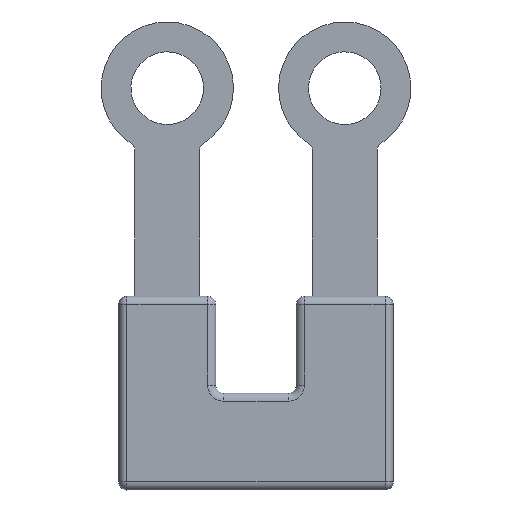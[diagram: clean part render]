
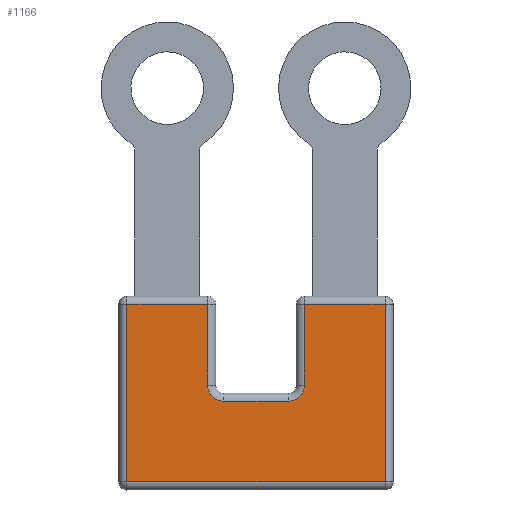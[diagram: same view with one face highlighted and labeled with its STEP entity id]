
A CAD part, front view. The second image highlights one B-rep face of the part: STEP entity #1166.
In plain terms, the highlighted planar face has unit normal (0, -1, 0).
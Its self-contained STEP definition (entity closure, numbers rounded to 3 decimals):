
#834=AXIS2_PLACEMENT_3D('Circle Axis2P3D',#832,#833,$) ;
#951=AXIS2_PLACEMENT_3D('Circle Axis2P3D',#949,#950,$) ;
#1147=AXIS2_PLACEMENT_3D('Plane Axis2P3D',#1144,#1145,#1146) ;
#173=CARTESIAN_POINT('Vertex',(17.6,0.,11.5)) ;
#251=CARTESIAN_POINT('Vertex',(17.6,0.,0.5)) ;
#254=CARTESIAN_POINT('Line Origine',(17.6,0.,0.5)) ;
#393=CARTESIAN_POINT('Vertex',(1.6,0.,0.5)) ;
#396=CARTESIAN_POINT('Line Origine',(17.6,0.,0.5)) ;
#543=CARTESIAN_POINT('Vertex',(1.6,0.,11.5)) ;
#546=CARTESIAN_POINT('Line Origine',(1.6,0.,0.5)) ;
#601=CARTESIAN_POINT('Vertex',(6.6,0.,11.5)) ;
#609=CARTESIAN_POINT('Line Origine',(6.1,0.,11.5)) ;
#808=CARTESIAN_POINT('Line Origine',(6.6,0.,11.5)) ;
#812=CARTESIAN_POINT('Vertex',(6.6,0.,6.5)) ;
#832=CARTESIAN_POINT('Axis2P3D Location',(7.6,0.,6.5)) ;
#836=CARTESIAN_POINT('Vertex',(7.6,0.,5.5)) ;
#946=CARTESIAN_POINT('Vertex',(11.6,0.,5.5)) ;
#949=CARTESIAN_POINT('Axis2P3D Location',(11.6,0.,6.5)) ;
#953=CARTESIAN_POINT('Vertex',(12.6,0.,6.5)) ;
#1046=CARTESIAN_POINT('Vertex',(12.6,0.,11.5)) ;
#1087=CARTESIAN_POINT('Line Origine',(12.6,0.,6.5)) ;
#1121=CARTESIAN_POINT('Line Origine',(7.6,0.,5.5)) ;
#1144=CARTESIAN_POINT('Axis2P3D Location',(1.6,0.,11.5)) ;
#1149=CARTESIAN_POINT('Line Origine',(15.1,0.,11.5)) ;
#255=DIRECTION('Vector Direction',(0.,0.,1.)) ;
#397=DIRECTION('Vector Direction',(1.,0.,0.)) ;
#547=DIRECTION('Vector Direction',(0.,0.,-1.)) ;
#610=DIRECTION('Vector Direction',(-1.,0.,0.)) ;
#809=DIRECTION('Vector Direction',(0.,0.,1.)) ;
#833=DIRECTION('Axis2P3D Direction',(0.,1.,0.)) ;
#950=DIRECTION('Axis2P3D Direction',(0.,1.,0.)) ;
#1088=DIRECTION('Vector Direction',(0.,0.,-1.)) ;
#1122=DIRECTION('Vector Direction',(-1.,0.,0.)) ;
#1145=DIRECTION('Axis2P3D Direction',(0.,1.,0.)) ;
#1146=DIRECTION('Axis2P3D XDirection',(0.,0.,1.)) ;
#1150=DIRECTION('Vector Direction',(1.,0.,0.)) ;
#256=VECTOR('Line Direction',#255,1.) ;
#398=VECTOR('Line Direction',#397,1.) ;
#548=VECTOR('Line Direction',#547,1.) ;
#611=VECTOR('Line Direction',#610,1.) ;
#810=VECTOR('Line Direction',#809,1.) ;
#1089=VECTOR('Line Direction',#1088,1.) ;
#1123=VECTOR('Line Direction',#1122,1.) ;
#1151=VECTOR('Line Direction',#1150,1.) ;
#1155=ORIENTED_EDGE('',*,*,#258,.T.) ;
#1156=ORIENTED_EDGE('',*,*,#1153,.T.) ;
#1157=ORIENTED_EDGE('',*,*,#1091,.T.) ;
#1158=ORIENTED_EDGE('',*,*,#955,.T.) ;
#1159=ORIENTED_EDGE('',*,*,#1125,.T.) ;
#1160=ORIENTED_EDGE('',*,*,#838,.T.) ;
#1161=ORIENTED_EDGE('',*,*,#814,.T.) ;
#1162=ORIENTED_EDGE('',*,*,#613,.T.) ;
#1163=ORIENTED_EDGE('',*,*,#550,.T.) ;
#1164=ORIENTED_EDGE('',*,*,#400,.T.) ;
#1166=ADVANCED_FACE('STH4_2 way insulation-plastic',(#1165),#1148,.F.) ;
#835=CIRCLE('generated circle',#834,1.) ;
#952=CIRCLE('generated circle',#951,1.) ;
#258=EDGE_CURVE('',#252,#174,#257,.T.) ;
#400=EDGE_CURVE('',#394,#252,#399,.T.) ;
#550=EDGE_CURVE('',#544,#394,#549,.T.) ;
#613=EDGE_CURVE('',#602,#544,#612,.T.) ;
#814=EDGE_CURVE('',#813,#602,#811,.T.) ;
#838=EDGE_CURVE('',#837,#813,#835,.T.) ;
#955=EDGE_CURVE('',#954,#947,#952,.T.) ;
#1091=EDGE_CURVE('',#1047,#954,#1090,.T.) ;
#1125=EDGE_CURVE('',#947,#837,#1124,.T.) ;
#1153=EDGE_CURVE('',#174,#1047,#1152,.F.) ;
#1154=EDGE_LOOP('',(#1155,#1156,#1157,#1158,#1159,#1160,#1161,#1162,#1163,#1164)) ;
#1165=FACE_OUTER_BOUND('',#1154,.T.) ;
#257=LINE('Line',#254,#256) ;
#399=LINE('Line',#396,#398) ;
#549=LINE('Line',#546,#548) ;
#612=LINE('Line',#609,#611) ;
#811=LINE('Line',#808,#810) ;
#1090=LINE('Line',#1087,#1089) ;
#1124=LINE('Line',#1121,#1123) ;
#1152=LINE('Line',#1149,#1151) ;
#1148=PLANE('',#1147) ;
#174=VERTEX_POINT('',#173) ;
#252=VERTEX_POINT('',#251) ;
#394=VERTEX_POINT('',#393) ;
#544=VERTEX_POINT('',#543) ;
#602=VERTEX_POINT('',#601) ;
#813=VERTEX_POINT('',#812) ;
#837=VERTEX_POINT('',#836) ;
#947=VERTEX_POINT('',#946) ;
#954=VERTEX_POINT('',#953) ;
#1047=VERTEX_POINT('',#1046) ;
